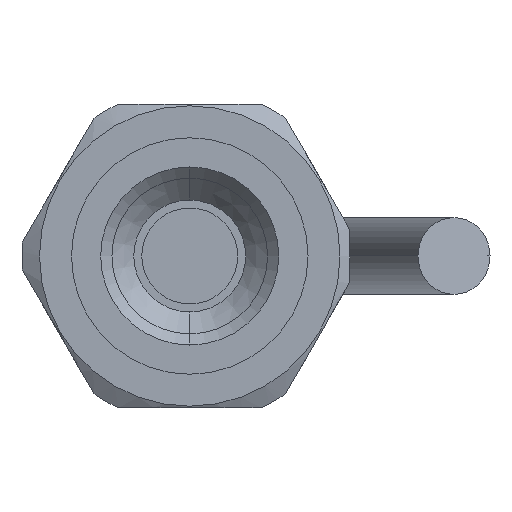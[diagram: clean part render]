
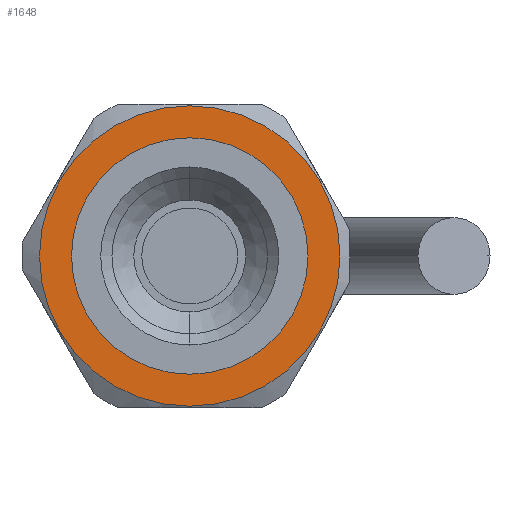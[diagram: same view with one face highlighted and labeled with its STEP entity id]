
A CAD part, front view. The second image highlights one B-rep face of the part: STEP entity #1648.
In plain terms, the highlighted planar face has unit normal (0, -1, 0).
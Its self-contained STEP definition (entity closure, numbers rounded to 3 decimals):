
#52 = VERTEX_POINT ( 'NONE', #2286 ) ;
#256 = CARTESIAN_POINT ( 'NONE',  ( 0., 4.5, 0. ) ) ;
#285 = DIRECTION ( 'NONE',  ( 0., -1., 0. ) ) ;
#324 = AXIS2_PLACEMENT_3D ( 'NONE', #1671, #2779, #2791 ) ;
#350 = DIRECTION ( 'NONE',  ( 0., -1., 0. ) ) ;
#400 = AXIS2_PLACEMENT_3D ( 'NONE', #1376, #706, #1178 ) ;
#479 = DIRECTION ( 'NONE',  ( 0., -1., 0. ) ) ;
#602 = ORIENTED_EDGE ( 'NONE', *, *, #2352, .T. ) ;
#646 = CARTESIAN_POINT ( 'NONE',  ( 0., 4.5, 9.4 ) ) ;
#706 = DIRECTION ( 'NONE',  ( 0., -1., 0. ) ) ;
#740 = CARTESIAN_POINT ( 'NONE',  ( 0., 4.5, 0. ) ) ;
#906 = AXIS2_PLACEMENT_3D ( 'NONE', #740, #285, #2786 ) ;
#1008 = VERTEX_POINT ( 'NONE', #646 ) ;
#1071 = ORIENTED_EDGE ( 'NONE', *, *, #1588, .F. ) ;
#1143 = PLANE ( 'NONE',  #400 ) ;
#1168 = CIRCLE ( 'NONE', #906, 7.4 ) ;
#1178 = DIRECTION ( 'NONE',  ( 0., 0., -1. ) ) ;
#1186 = EDGE_LOOP ( 'NONE', ( #602, #1551 ) ) ;
#1376 = CARTESIAN_POINT ( 'NONE',  ( 9.4, 4.5, 0. ) ) ;
#1388 = DIRECTION ( 'NONE',  ( 0., 0., -1. ) ) ;
#1418 = ORIENTED_EDGE ( 'NONE', *, *, #2945, .F. ) ;
#1474 = DIRECTION ( 'NONE',  ( 0., 0., -1. ) ) ;
#1499 = CARTESIAN_POINT ( 'NONE',  ( 0., 4.5, -7.4 ) ) ;
#1551 = ORIENTED_EDGE ( 'NONE', *, *, #1781, .T. ) ;
#1588 = EDGE_CURVE ( 'NONE', #2382, #2554, #2440, .T. ) ;
#1648 = ADVANCED_FACE ( 'NONE', ( #2892, #2292 ), #1143, .T. ) ;
#1671 = CARTESIAN_POINT ( 'NONE',  ( 0., 4.5, 0. ) ) ;
#1698 = AXIS2_PLACEMENT_3D ( 'NONE', #256, #479, #1388 ) ;
#1781 = EDGE_CURVE ( 'NONE', #52, #1008, #1978, .T. ) ;
#1882 = CIRCLE ( 'NONE', #324, 9.4 ) ;
#1945 = AXIS2_PLACEMENT_3D ( 'NONE', #2373, #350, #1474 ) ;
#1978 = CIRCLE ( 'NONE', #1945, 9.4 ) ;
#2286 = CARTESIAN_POINT ( 'NONE',  ( 0., 4.5, -9.4 ) ) ;
#2292 = FACE_BOUND ( 'NONE', #2400, .T. ) ;
#2352 = EDGE_CURVE ( 'NONE', #1008, #52, #1882, .T. ) ;
#2373 = CARTESIAN_POINT ( 'NONE',  ( 0., 4.5, 0. ) ) ;
#2382 = VERTEX_POINT ( 'NONE', #2768 ) ;
#2400 = EDGE_LOOP ( 'NONE', ( #1418, #1071 ) ) ;
#2440 = CIRCLE ( 'NONE', #1698, 7.4 ) ;
#2554 = VERTEX_POINT ( 'NONE', #1499 ) ;
#2768 = CARTESIAN_POINT ( 'NONE',  ( 0., 4.5, 7.4 ) ) ;
#2779 = DIRECTION ( 'NONE',  ( 0., -1., 0. ) ) ;
#2786 = DIRECTION ( 'NONE',  ( 0., 0., -1. ) ) ;
#2791 = DIRECTION ( 'NONE',  ( 0., 0., -1. ) ) ;
#2892 = FACE_OUTER_BOUND ( 'NONE', #1186, .T. ) ;
#2945 = EDGE_CURVE ( 'NONE', #2554, #2382, #1168, .T. ) ;
